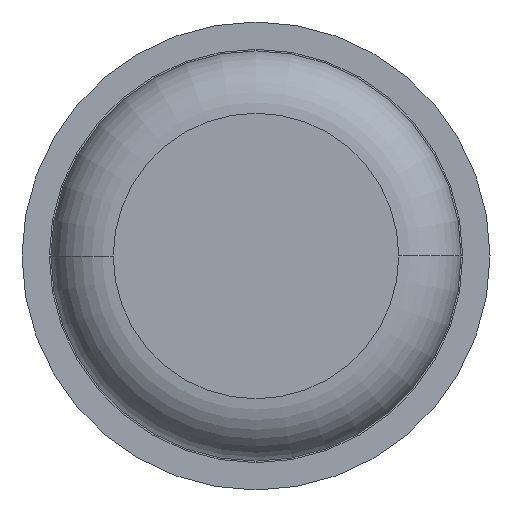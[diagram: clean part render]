
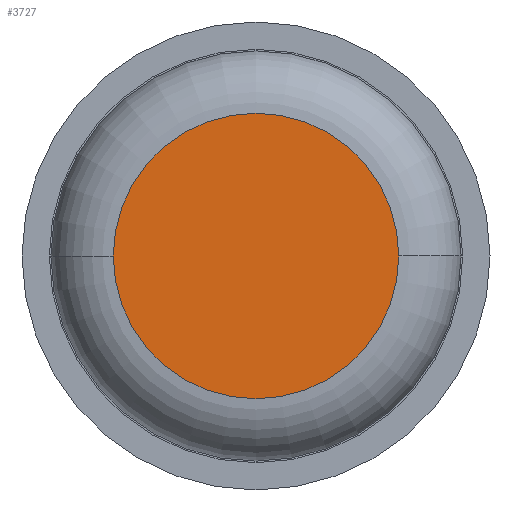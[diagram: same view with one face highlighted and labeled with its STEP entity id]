
A CAD part, front view. The second image highlights one B-rep face of the part: STEP entity #3727.
In plain terms, the highlighted planar face has unit normal (0, -1, 0).
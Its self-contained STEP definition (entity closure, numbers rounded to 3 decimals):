
#190 = AXIS2_PLACEMENT_3D ( 'NONE', #915, #2580, #286 ) ;
#240 = AXIS2_PLACEMENT_3D ( 'NONE', #4194, #589, #3645 ) ;
#286 = DIRECTION ( 'NONE',  ( -1., 0., 0. ) ) ;
#589 = DIRECTION ( 'NONE',  ( 0., -1., 0. ) ) ;
#846 = CARTESIAN_POINT ( 'NONE',  ( 0., 0., 0. ) ) ;
#915 = CARTESIAN_POINT ( 'NONE',  ( 0., 0., 0. ) ) ;
#1398 = CARTESIAN_POINT ( 'NONE',  ( 0.915, 0., 0. ) ) ;
#1476 = AXIS2_PLACEMENT_3D ( 'NONE', #846, #3439, #3154 ) ;
#1731 = EDGE_CURVE ( 'Defeature ausgef�hrt1_6+Defeature ausgef�hrt1_7+Defeature ausgef�hrt1_7+Defeature ausgef�hrt1_7', #1961, #2283, #1939, .T. ) ;
#1842 = ORIENTED_EDGE ( 'NONE', *, *, #2138, .T. ) ;
#1939 = CIRCLE ( 'NONE', #1476, 0.915 ) ;
#1961 = VERTEX_POINT ( 'NONE', #1398 ) ;
#1974 = EDGE_LOOP ( 'NONE', ( #1842, #3512 ) ) ;
#2138 = EDGE_CURVE ( 'Defeature ausgef�hrt1_6+Defeature ausgef�hrt1_7+Defeature ausgef�hrt1_7+Defeature ausgef�hrt1_7', #2283, #1961, #3114, .T. ) ;
#2283 = VERTEX_POINT ( 'NONE', #2727 ) ;
#2580 = DIRECTION ( 'NONE',  ( 0., 1., 0. ) ) ;
#2727 = CARTESIAN_POINT ( 'NONE',  ( -0.915, 0., 0. ) ) ;
#3114 = CIRCLE ( 'NONE', #240, 0.915 ) ;
#3154 = DIRECTION ( 'NONE',  ( -1., 0., 0. ) ) ;
#3439 = DIRECTION ( 'NONE',  ( 0., -1., 0. ) ) ;
#3512 = ORIENTED_EDGE ( 'NONE', *, *, #1731, .T. ) ;
#3534 = PLANE ( 'NONE',  #190 ) ;
#3645 = DIRECTION ( 'NONE',  ( -1., 0., 0. ) ) ;
#3727 = ADVANCED_FACE ( 'Defeature ausgef�hrt1_6', ( #4132 ), #3534, .F. ) ;
#4132 = FACE_OUTER_BOUND ( 'NONE', #1974, .T. ) ;
#4194 = CARTESIAN_POINT ( 'NONE',  ( 0., 0., 0. ) ) ;
